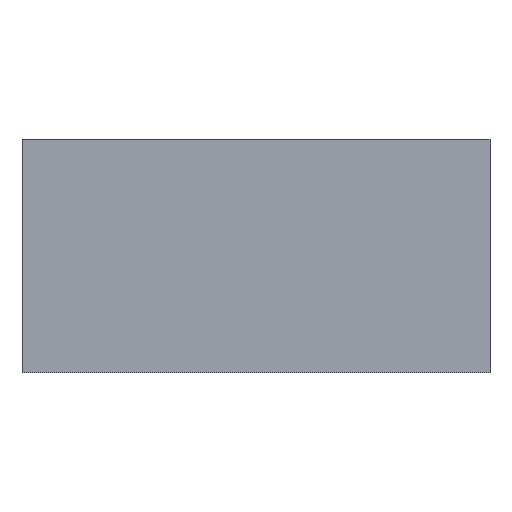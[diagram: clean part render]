
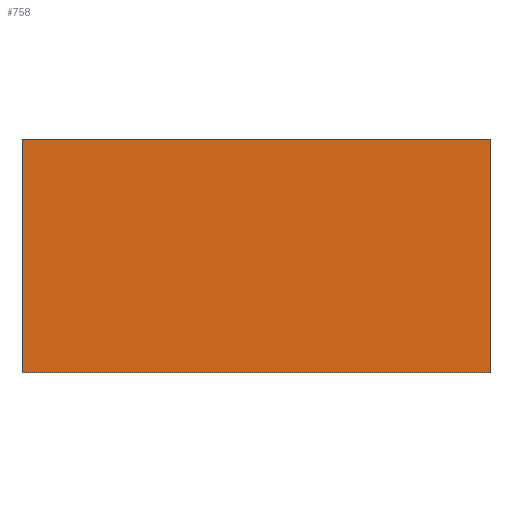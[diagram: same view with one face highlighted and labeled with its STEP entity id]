
A CAD part, front view. The second image highlights one B-rep face of the part: STEP entity #758.
In plain terms, the highlighted planar face has unit normal (0, -1, 0).
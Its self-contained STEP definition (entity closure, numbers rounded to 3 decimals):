
#20 = EDGE_CURVE ( 'NONE', #295, #107, #629, .T. ) ;
#45 = ORIENTED_EDGE ( 'NONE', *, *, #20, .F. ) ;
#86 = DIRECTION ( 'NONE',  ( 0., -1., 0. ) ) ;
#107 = VERTEX_POINT ( 'NONE', #191 ) ;
#146 = ORIENTED_EDGE ( 'NONE', *, *, #562, .F. ) ;
#175 = ORIENTED_EDGE ( 'NONE', *, *, #630, .F. ) ;
#179 = VECTOR ( 'NONE', #251, 1000. ) ;
#191 = CARTESIAN_POINT ( 'NONE',  ( 253., 0., -126. ) ) ;
#218 = FACE_OUTER_BOUND ( 'NONE', #262, .T. ) ;
#242 = VECTOR ( 'NONE', #533, 1000. ) ;
#251 = DIRECTION ( 'NONE',  ( 0., 0., 1. ) ) ;
#262 = EDGE_LOOP ( 'NONE', ( #175, #571, #45, #146 ) ) ;
#278 = CARTESIAN_POINT ( 'NONE',  ( 0., 0., 0. ) ) ;
#295 = VERTEX_POINT ( 'NONE', #329 ) ;
#318 = LINE ( 'NONE', #763, #352 ) ;
#329 = CARTESIAN_POINT ( 'NONE',  ( 253., 0., 0. ) ) ;
#332 = EDGE_CURVE ( 'NONE', #107, #433, #696, .T. ) ;
#345 = DIRECTION ( 'NONE',  ( 1., 0., 0. ) ) ;
#352 = VECTOR ( 'NONE', #345, 1000. ) ;
#370 = DIRECTION ( 'NONE',  ( 0., 0., -1. ) ) ;
#372 = VERTEX_POINT ( 'NONE', #278 ) ;
#433 = VERTEX_POINT ( 'NONE', #635 ) ;
#464 = CARTESIAN_POINT ( 'NONE',  ( 253., 0., 0. ) ) ;
#516 = CARTESIAN_POINT ( 'NONE',  ( 0., 0., -126. ) ) ;
#533 = DIRECTION ( 'NONE',  ( 0., 0., -1. ) ) ;
#562 = EDGE_CURVE ( 'NONE', #372, #295, #318, .T. ) ;
#571 = ORIENTED_EDGE ( 'NONE', *, *, #332, .F. ) ;
#629 = LINE ( 'NONE', #464, #242 ) ;
#630 = EDGE_CURVE ( 'NONE', #433, #372, #683, .T. ) ;
#635 = CARTESIAN_POINT ( 'NONE',  ( 0., 0., -126. ) ) ;
#656 = CARTESIAN_POINT ( 'NONE',  ( 0., 0., 0. ) ) ;
#683 = LINE ( 'NONE', #656, #179 ) ;
#695 = DIRECTION ( 'NONE',  ( -1., 0., 0. ) ) ;
#696 = LINE ( 'NONE', #516, #739 ) ;
#732 = CARTESIAN_POINT ( 'NONE',  ( 0., 0., 0. ) ) ;
#736 = PLANE ( 'NONE',  #749 ) ;
#739 = VECTOR ( 'NONE', #695, 1000. ) ;
#749 = AXIS2_PLACEMENT_3D ( 'NONE', #732, #86, #370 ) ;
#758 = ADVANCED_FACE ( 'NONE', ( #218 ), #736, .T. ) ;
#763 = CARTESIAN_POINT ( 'NONE',  ( 0., 0., 0. ) ) ;
